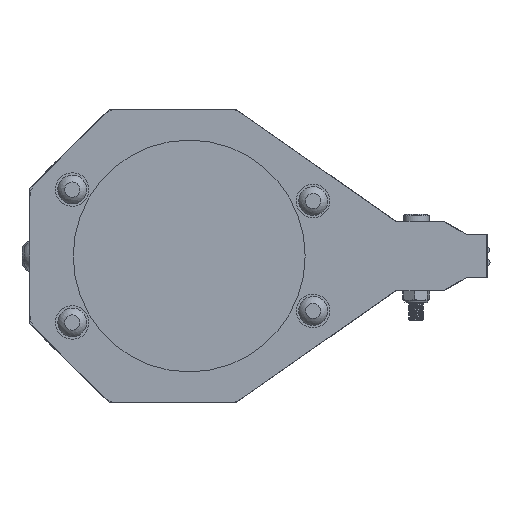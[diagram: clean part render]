
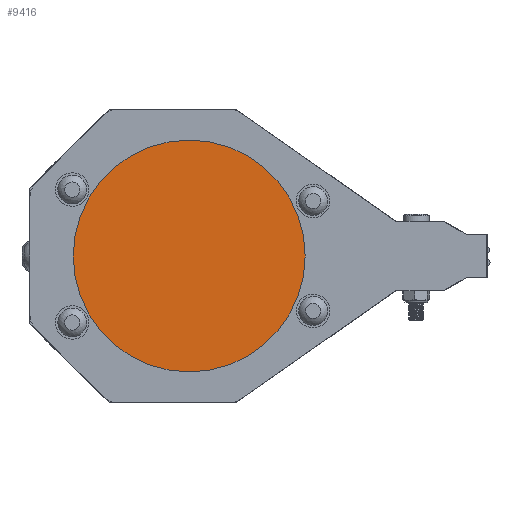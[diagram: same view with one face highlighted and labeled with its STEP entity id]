
A CAD part, left-side view. The second image highlights one B-rep face of the part: STEP entity #9416.
In plain terms, the highlighted planar face has unit normal (-1, 0, 0).
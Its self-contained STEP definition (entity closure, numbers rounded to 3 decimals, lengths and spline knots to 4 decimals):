
#1390=CIRCLE('',#10370,1.5);
#2165=FACE_OUTER_BOUND('',#2934,.T.);
#2934=EDGE_LOOP('',(#7613));
#4643=VERTEX_POINT('',#45748);
#5737=EDGE_CURVE('',#4643,#4643,#1390,.T.);
#7613=ORIENTED_EDGE('',*,*,#5737,.T.);
#8881=PLANE('',#10369);
#9416=ADVANCED_FACE('',(#2165),#8881,.T.);
#10369=AXIS2_PLACEMENT_3D('',#45747,#12285,#12286);
#10370=AXIS2_PLACEMENT_3D('',#45749,#12287,#12288);
#12285=DIRECTION('center_axis',(-1.,0.,0.));
#12286=DIRECTION('ref_axis',(0.,0.,
1.));
#12287=DIRECTION('center_axis',(-1.,0.,0.));
#12288=DIRECTION('ref_axis',(0.,0.,
-1.));
#45747=CARTESIAN_POINT('Origin',(-1.6867,0.,
0.));
#45748=CARTESIAN_POINT('',(-1.6867,0.,1.5));
#45749=CARTESIAN_POINT('Origin',(-1.6867,0.,
0.));
